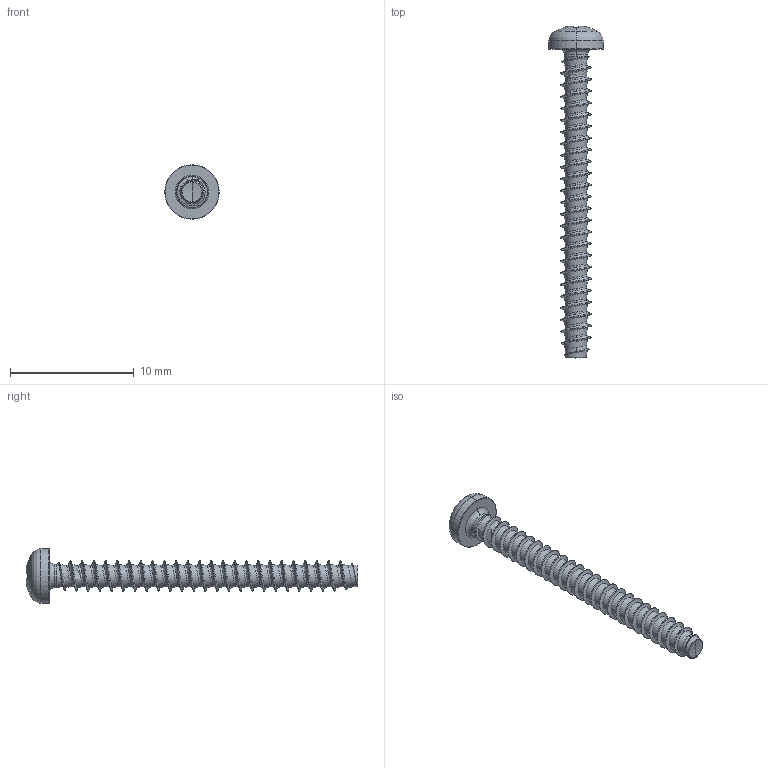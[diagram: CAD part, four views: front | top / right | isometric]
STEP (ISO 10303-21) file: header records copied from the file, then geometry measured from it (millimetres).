
FILE_DESCRIPTION (( 'STEP AP203' ), '1' );
FILE_NAME ('STP320250250.STEP', '2017-08-15T14:11:14', ( '' ), ( '' ), 'SwSTEP 2.0', 'SolidWorks 2015', '' );
FILE_SCHEMA (( 'CONFIG_CONTROL_DESIGN' ));
Products named in the file (1): STP320250250
Bounding box: 4.4 x 26.88 x 4.4 mm (x, y, z)
Volume: 91.2 mm3; surface area: 280.5 mm2
Topology: 1 solids, 1 shells, 216 faces, 516 edges, 302 vertices
Faces by surface type: cylinder 78, bspline 51, torus 28, sphere 28, plane 22, cone 9
Entity records: 35453 total; most frequent: CARTESIAN_POINT 30945, ORIENTED_EDGE 1028, DIRECTION 825, EDGE_CURVE 514, AXIS2_PLACEMENT_3D 357, VERTEX_POINT 302, EDGE_LOOP 218, ADVANCED_FACE 216
